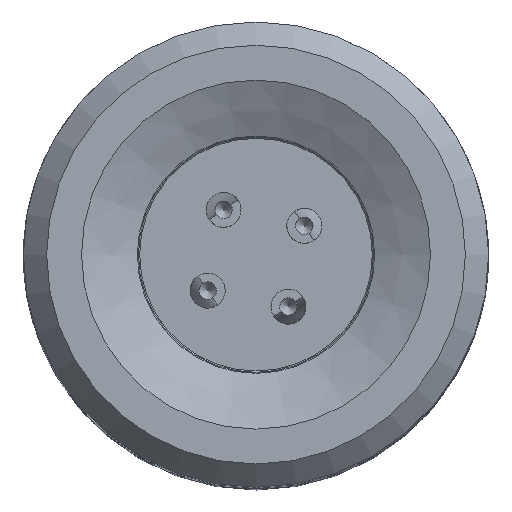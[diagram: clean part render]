
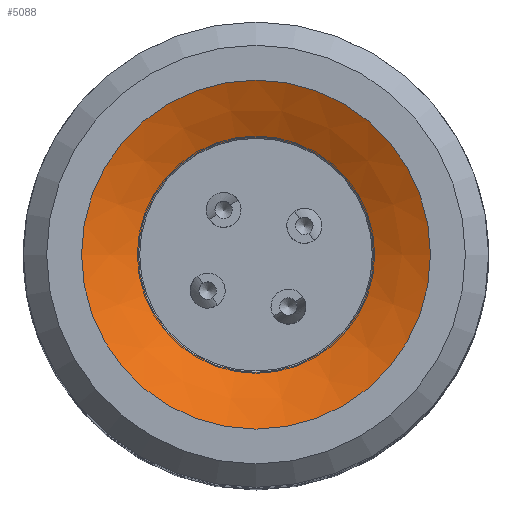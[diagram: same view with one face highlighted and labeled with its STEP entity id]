
A CAD part, top view. The second image highlights one B-rep face of the part: STEP entity #5088.
In plain terms, the highlighted conical face has half-angle 63.435 degrees and reference radius 6.25 mm.
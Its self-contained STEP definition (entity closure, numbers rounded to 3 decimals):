
#740=FACE_OUTER_BOUND('',#1101,.T.);
#1101=EDGE_LOOP('',(#4343,#4344,#4345,#4346));
#1543=LINE('',#9733,#1938);
#1938=VECTOR('',#6689,6.25);
#2052=CIRCLE('',#5540,5.055);
#2057=CIRCLE('',#5547,7.5);
#2500=VERTEX_POINT('',#9719);
#2504=VERTEX_POINT('',#9731);
#3136=EDGE_CURVE('',#2500,#2500,#2052,.T.);
#3142=EDGE_CURVE('',#2504,#2504,#2057,.T.);
#3143=EDGE_CURVE('',#2504,#2500,#1543,.T.);
#4343=ORIENTED_EDGE('',*,*,#3142,.T.);
#4344=ORIENTED_EDGE('',*,*,#3143,.T.);
#4345=ORIENTED_EDGE('',*,*,#3136,.F.);
#4346=ORIENTED_EDGE('',*,*,#3143,.F.);
#4849=CONICAL_SURFACE('',#5546,6.25,1.107);
#5088=ADVANCED_FACE('',(#740),#4849,.F.);
#5540=AXIS2_PLACEMENT_3D('',#9720,#6672,#6673);
#5546=AXIS2_PLACEMENT_3D('',#9730,#6685,#6686);
#5547=AXIS2_PLACEMENT_3D('',#9732,#6687,#6688);
#6672=DIRECTION('center_axis',(0.,0.,1.));
#6673=DIRECTION('ref_axis',(-1.,0.,0.));
#6685=DIRECTION('center_axis',(0.,0.,1.));
#6686=DIRECTION('ref_axis',(-1.,0.,0.));
#6687=DIRECTION('center_axis',(0.,0.,1.));
#6688=DIRECTION('ref_axis',(-1.,0.,0.));
#6689=DIRECTION('',(-0.894,0.,-0.447));
#9719=CARTESIAN_POINT('',(5.055,0.,21.278));
#9720=CARTESIAN_POINT('Origin',(0.,0.,21.278));
#9730=CARTESIAN_POINT('Origin',(0.,0.,21.875));
#9731=CARTESIAN_POINT('',(7.5,0.,22.5));
#9732=CARTESIAN_POINT('Origin',(0.,0.,22.5));
#9733=CARTESIAN_POINT('',(6.25,0.,21.875));
